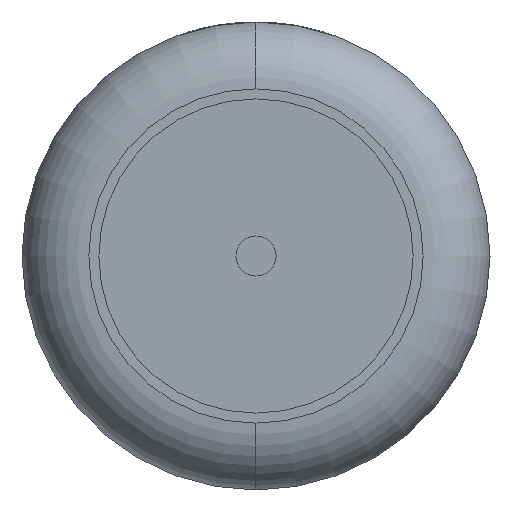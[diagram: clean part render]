
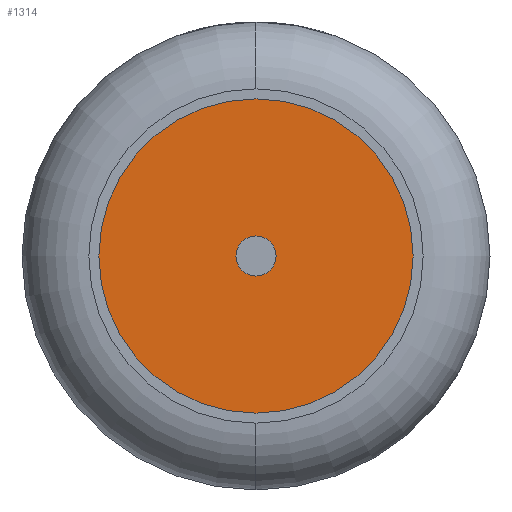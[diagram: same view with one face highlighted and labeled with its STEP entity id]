
A CAD part, left-side view. The second image highlights one B-rep face of the part: STEP entity #1314.
In plain terms, the highlighted planar face has unit normal (-1, 0, 0).
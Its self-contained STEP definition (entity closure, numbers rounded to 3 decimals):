
#152 = EDGE_CURVE ( 'NONE', #1507, #309, #2453, .T. ) ;
#260 = DIRECTION ( 'NONE',  ( 0., 0., 1. ) ) ;
#309 = VERTEX_POINT ( 'NONE', #3137 ) ;
#373 = CIRCLE ( 'NONE', #3114, 0.3 ) ;
#500 = DIRECTION ( 'NONE',  ( 0., 0., -1. ) ) ;
#503 = CARTESIAN_POINT ( 'NONE',  ( -3.5, 0., 0. ) ) ;
#634 = DIRECTION ( 'NONE',  ( 1., 0., 0. ) ) ;
#704 = DIRECTION ( 'NONE',  ( -1., 0., 0. ) ) ;
#750 = CARTESIAN_POINT ( 'NONE',  ( -3.5, 0., -0.3 ) ) ;
#822 = EDGE_LOOP ( 'NONE', ( #1126, #2488 ) ) ;
#1007 = CARTESIAN_POINT ( 'NONE',  ( -3.5, 0., -2.35 ) ) ;
#1126 = ORIENTED_EDGE ( 'NONE', *, *, #152, .F. ) ;
#1145 = FACE_OUTER_BOUND ( 'NONE', #822, .T. ) ;
#1314 = ADVANCED_FACE ( 'NONE', ( #1652, #1145 ), #1349, .T. ) ;
#1349 = PLANE ( 'NONE',  #2651 ) ;
#1357 = EDGE_CURVE ( 'NONE', #1832, #1404, #373, .T. ) ;
#1401 = CIRCLE ( 'NONE', #3477, 2.35 ) ;
#1404 = VERTEX_POINT ( 'NONE', #2952 ) ;
#1449 = EDGE_CURVE ( 'NONE', #309, #1507, #1401, .T. ) ;
#1507 = VERTEX_POINT ( 'NONE', #1007 ) ;
#1570 = CARTESIAN_POINT ( 'NONE',  ( -3.5, 0., 0. ) ) ;
#1584 = DIRECTION ( 'NONE',  ( 0., 0., -1. ) ) ;
#1652 = FACE_BOUND ( 'NONE', #2631, .T. ) ;
#1703 = DIRECTION ( 'NONE',  ( 0., 0., -1. ) ) ;
#1765 = CIRCLE ( 'NONE', #2087, 0.3 ) ;
#1832 = VERTEX_POINT ( 'NONE', #750 ) ;
#1858 = ORIENTED_EDGE ( 'NONE', *, *, #1357, .F. ) ;
#1883 = CARTESIAN_POINT ( 'NONE',  ( -3.5, 0., 0. ) ) ;
#2045 = CARTESIAN_POINT ( 'NONE',  ( -3.5, 0., 0. ) ) ;
#2056 = DIRECTION ( 'NONE',  ( 0., 0., 1. ) ) ;
#2087 = AXIS2_PLACEMENT_3D ( 'NONE', #2045, #704, #2056 ) ;
#2153 = DIRECTION ( 'NONE',  ( -1., 0., 0. ) ) ;
#2200 = EDGE_CURVE ( 'NONE', #1404, #1832, #1765, .T. ) ;
#2358 = DIRECTION ( 'NONE',  ( 1., 0., 0. ) ) ;
#2453 = CIRCLE ( 'NONE', #2972, 2.35 ) ;
#2488 = ORIENTED_EDGE ( 'NONE', *, *, #1449, .F. ) ;
#2631 = EDGE_LOOP ( 'NONE', ( #1858, #3145 ) ) ;
#2651 = AXIS2_PLACEMENT_3D ( 'NONE', #503, #3247, #1584 ) ;
#2952 = CARTESIAN_POINT ( 'NONE',  ( -3.5, 0., 0.3 ) ) ;
#2972 = AXIS2_PLACEMENT_3D ( 'NONE', #3296, #634, #1703 ) ;
#3114 = AXIS2_PLACEMENT_3D ( 'NONE', #1883, #2153, #260 ) ;
#3137 = CARTESIAN_POINT ( 'NONE',  ( -3.5, 0., 2.35 ) ) ;
#3145 = ORIENTED_EDGE ( 'NONE', *, *, #2200, .F. ) ;
#3247 = DIRECTION ( 'NONE',  ( -1., 0., 0. ) ) ;
#3296 = CARTESIAN_POINT ( 'NONE',  ( -3.5, 0., 0. ) ) ;
#3477 = AXIS2_PLACEMENT_3D ( 'NONE', #1570, #2358, #500 ) ;
